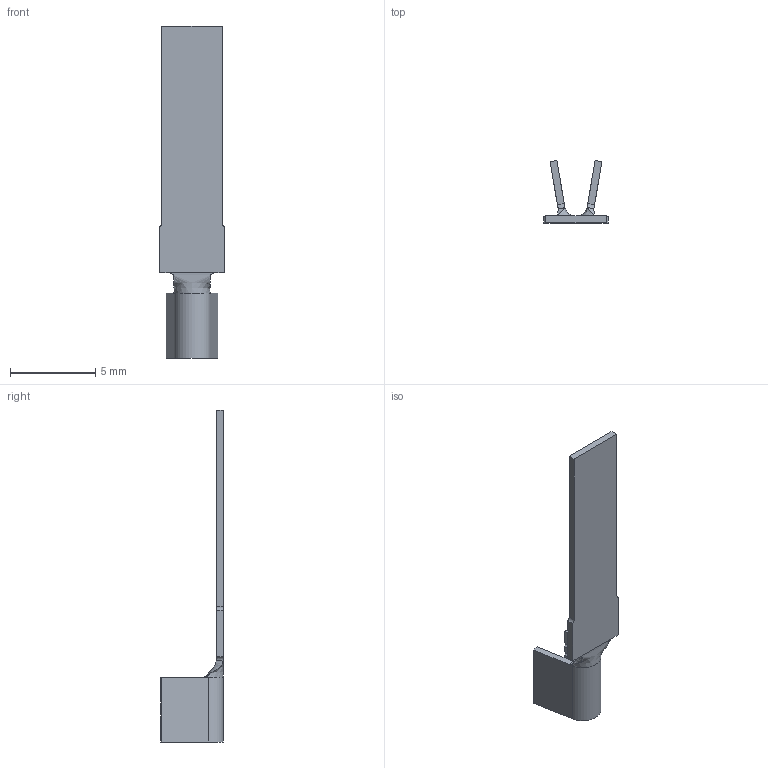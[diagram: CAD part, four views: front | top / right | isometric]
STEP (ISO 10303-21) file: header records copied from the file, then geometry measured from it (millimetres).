
FILE_DESCRIPTION (( 'STEP AP203' ), '1' );
FILE_NAME ('09696.STEP', '2015-02-23T14:58:03', ( '' ), ( '' ), 'SwSTEP 2.0', 'SolidWorks 2014', '' );
FILE_SCHEMA (( 'CONFIG_CONTROL_DESIGN' ));
Length unit declared in the file: inch
Products named in the file (1): 09696
Bounding box: 3.81 x 3.68 x 19.48 mm (x, y, z)
Volume: 34.1 mm3; surface area: 197.1 mm2
Topology: 1 solids, 1 shells, 66 faces, 164 edges, 100 vertices
Faces by surface type: plane 42, cylinder 8, bspline 8, cone 8
Entity records: 2286 total; most frequent: CARTESIAN_POINT 706, ORIENTED_EDGE 328, DIRECTION 281, EDGE_CURVE 164, VECTOR 119, LINE 119, VERTEX_POINT 100, AXIS2_PLACEMENT_3D 81
